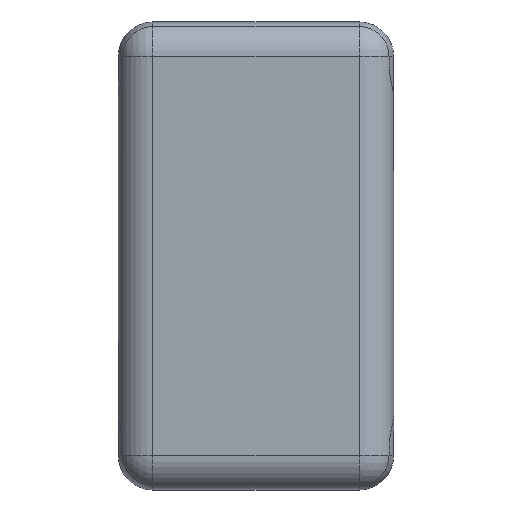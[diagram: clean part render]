
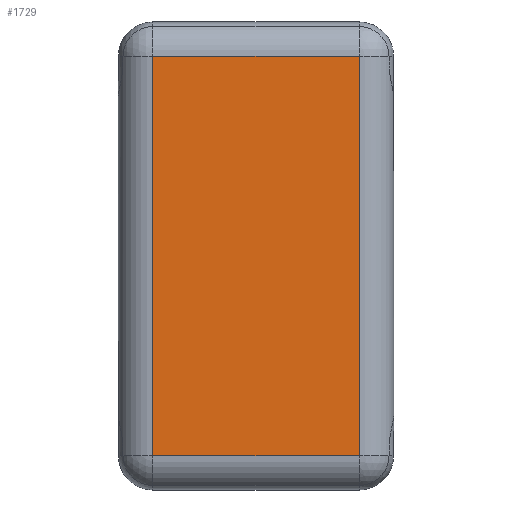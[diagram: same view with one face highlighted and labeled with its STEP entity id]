
A CAD part, left-side view. The second image highlights one B-rep face of the part: STEP entity #1729.
In plain terms, the highlighted planar face has unit normal (-1, 0, 0).
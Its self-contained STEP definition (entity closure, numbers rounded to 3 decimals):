
#68 = EDGE_CURVE ( 'NONE', #119, #286, #2186, .T. ) ;
#119 = VERTEX_POINT ( 'NONE', #3254 ) ;
#123 = CARTESIAN_POINT ( 'NONE',  ( -0.45, 0.4, 0.34 ) ) ;
#286 = VERTEX_POINT ( 'NONE', #1401 ) ;
#314 = CARTESIAN_POINT ( 'NONE',  ( -0.45, 0.05, 0.34 ) ) ;
#371 = DIRECTION ( 'NONE',  ( 0., 0., -1. ) ) ;
#507 = EDGE_CURVE ( 'NONE', #927, #2833, #1169, .T. ) ;
#563 = DIRECTION ( 'NONE',  ( 0., 0., -1. ) ) ;
#582 = CARTESIAN_POINT ( 'NONE',  ( -0.45, 0.35, -0.29 ) ) ;
#601 = DIRECTION ( 'NONE',  ( 0., 0., 1. ) ) ;
#702 = CARTESIAN_POINT ( 'NONE',  ( -0.45, 0.05, -0.29 ) ) ;
#721 = EDGE_CURVE ( 'NONE', #2833, #119, #1865, .T. ) ;
#775 = ORIENTED_EDGE ( 'NONE', *, *, #2645, .T. ) ;
#920 = DIRECTION ( 'NONE',  ( 0., 1., 0. ) ) ;
#927 = VERTEX_POINT ( 'NONE', #582 ) ;
#926 = DIRECTION ( 'NONE',  ( 1., 0., 0. ) ) ;
#1169 = LINE ( 'NONE', #1226, #2425 ) ;
#1189 = ORIENTED_EDGE ( 'NONE', *, *, #507, .T. ) ;
#1226 = CARTESIAN_POINT ( 'NONE',  ( -0.45, 0.4, -0.29 ) ) ;
#1401 = CARTESIAN_POINT ( 'NONE',  ( -0.45, 0.35, 0.29 ) ) ;
#1545 = LINE ( 'NONE', #2534, #2644 ) ;
#1729 = ADVANCED_FACE ( 'NONE', ( #3176 ), #2935, .F. ) ;
#1843 = EDGE_LOOP ( 'NONE', ( #775, #1189, #3227, #3289 ) ) ;
#1865 = LINE ( 'NONE', #314, #2812 ) ;
#1866 = AXIS2_PLACEMENT_3D ( 'NONE', #123, #926, #371 ) ;
#2186 = LINE ( 'NONE', #3201, #2720 ) ;
#2225 = DIRECTION ( 'NONE',  ( 0., -1., 0. ) ) ;
#2425 = VECTOR ( 'NONE', #2225, 1000. ) ;
#2534 = CARTESIAN_POINT ( 'NONE',  ( -0.45, 0.35, 0.34 ) ) ;
#2644 = VECTOR ( 'NONE', #563, 1000. ) ;
#2645 = EDGE_CURVE ( 'NONE', #286, #927, #1545, .T. ) ;
#2720 = VECTOR ( 'NONE', #920, 1000. ) ;
#2812 = VECTOR ( 'NONE', #601, 1000. ) ;
#2833 = VERTEX_POINT ( 'NONE', #702 ) ;
#2935 = PLANE ( 'NONE',  #1866 ) ;
#3176 = FACE_OUTER_BOUND ( 'NONE', #1843, .T. ) ;
#3201 = CARTESIAN_POINT ( 'NONE',  ( -0.45, 0.4, 0.29 ) ) ;
#3227 = ORIENTED_EDGE ( 'NONE', *, *, #721, .T. ) ;
#3254 = CARTESIAN_POINT ( 'NONE',  ( -0.45, 0.05, 0.29 ) ) ;
#3289 = ORIENTED_EDGE ( 'NONE', *, *, #68, .T. ) ;
